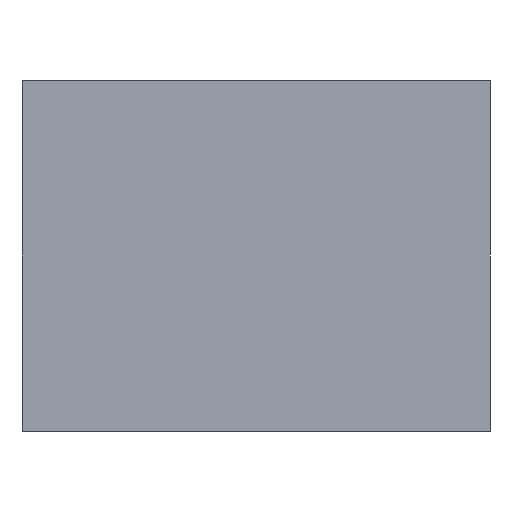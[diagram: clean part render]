
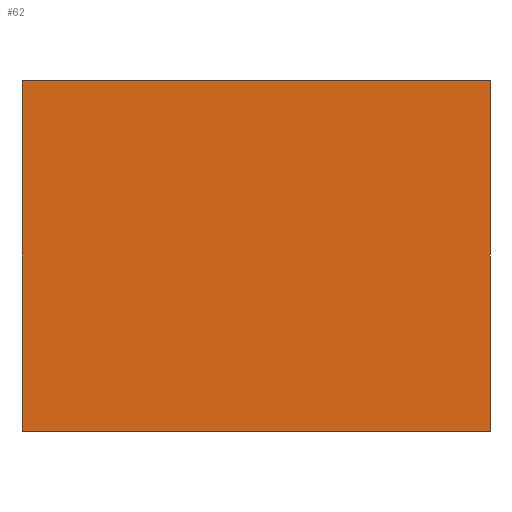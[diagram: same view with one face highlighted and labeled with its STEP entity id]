
A CAD part, front view. The second image highlights one B-rep face of the part: STEP entity #62.
In plain terms, the highlighted planar face has unit normal (0, -1, 0).
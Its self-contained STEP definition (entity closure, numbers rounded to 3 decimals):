
#9 = VERTEX_POINT ( 'NONE', #145 ) ;
#20 = EDGE_CURVE ( 'NONE', #239, #191, #166, .T. ) ;
#23 = DIRECTION ( 'NONE',  ( 0., -1., 0. ) ) ;
#25 = DIRECTION ( 'NONE',  ( 0., 0., -1. ) ) ;
#41 = VECTOR ( 'NONE', #149, 1000. ) ;
#46 = VECTOR ( 'NONE', #252, 1000. ) ;
#57 = CARTESIAN_POINT ( 'NONE',  ( 165.27, -62.42, 3. ) ) ;
#59 = CARTESIAN_POINT ( 'NONE',  ( 0., -62.42, 0. ) ) ;
#62 = ADVANCED_FACE ( 'NONE', ( #216 ), #258, .T. ) ;
#75 = ORIENTED_EDGE ( 'NONE', *, *, #20, .T. ) ;
#96 = EDGE_LOOP ( 'NONE', ( #100, #266, #75, #220 ) ) ;
#98 = VECTOR ( 'NONE', #135, 1000. ) ;
#100 = ORIENTED_EDGE ( 'NONE', *, *, #132, .F. ) ;
#105 = LINE ( 'NONE', #59, #41 ) ;
#109 = CARTESIAN_POINT ( 'NONE',  ( 169.27, -62.42, 3. ) ) ;
#125 = LINE ( 'NONE', #109, #248 ) ;
#132 = EDGE_CURVE ( 'NONE', #290, #9, #105, .T. ) ;
#135 = DIRECTION ( 'NONE',  ( -1., 0., 0. ) ) ;
#136 = EDGE_CURVE ( 'NONE', #239, #290, #125, .T. ) ;
#138 = CARTESIAN_POINT ( 'NONE',  ( 0., -62.42, 3. ) ) ;
#145 = CARTESIAN_POINT ( 'NONE',  ( 165.27, -62.42, 0. ) ) ;
#149 = DIRECTION ( 'NONE',  ( -1., 0., 0. ) ) ;
#158 = AXIS2_PLACEMENT_3D ( 'NONE', #254, #23, #25 ) ;
#166 = LINE ( 'NONE', #138, #98 ) ;
#181 = CARTESIAN_POINT ( 'NONE',  ( 169.27, -62.42, 0. ) ) ;
#183 = CARTESIAN_POINT ( 'NONE',  ( 165.27, -62.42, 3. ) ) ;
#191 = VERTEX_POINT ( 'NONE', #57 ) ;
#194 = DIRECTION ( 'NONE',  ( 0., 0., -1. ) ) ;
#216 = FACE_OUTER_BOUND ( 'NONE', #96, .T. ) ;
#220 = ORIENTED_EDGE ( 'NONE', *, *, #278, .T. ) ;
#239 = VERTEX_POINT ( 'NONE', #240 ) ;
#240 = CARTESIAN_POINT ( 'NONE',  ( 169.27, -62.42, 3. ) ) ;
#248 = VECTOR ( 'NONE', #194, 1000. ) ;
#252 = DIRECTION ( 'NONE',  ( 0., 0., -1. ) ) ;
#254 = CARTESIAN_POINT ( 'NONE',  ( 0., -62.42, 3. ) ) ;
#258 = PLANE ( 'NONE',  #158 ) ;
#266 = ORIENTED_EDGE ( 'NONE', *, *, #136, .F. ) ;
#278 = EDGE_CURVE ( 'NONE', #191, #9, #294, .T. ) ;
#290 = VERTEX_POINT ( 'NONE', #181 ) ;
#294 = LINE ( 'NONE', #183, #46 ) ;
